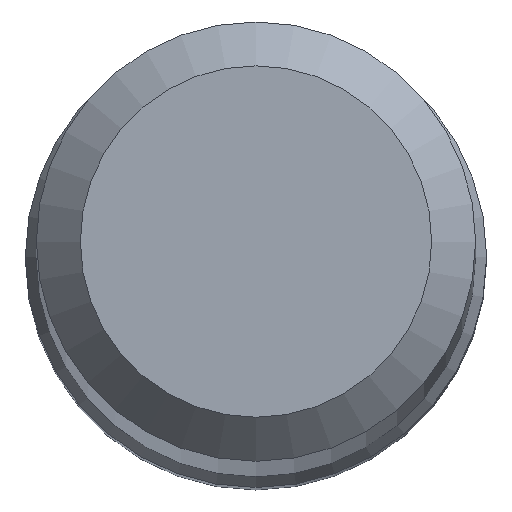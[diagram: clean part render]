
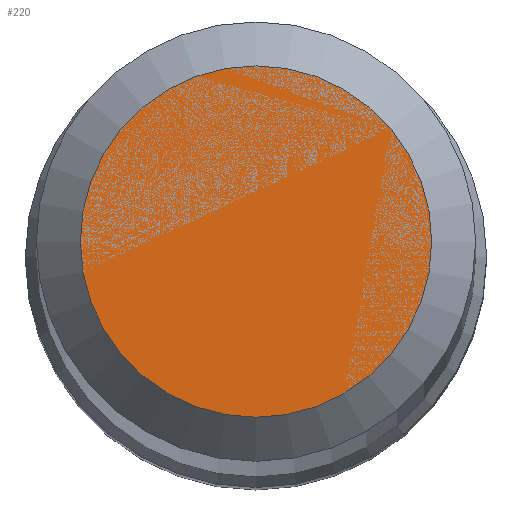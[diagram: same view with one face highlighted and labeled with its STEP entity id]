
A CAD part, top view. The second image highlights one B-rep face of the part: STEP entity #220.
In plain terms, the highlighted planar face has unit normal (0, 0, 1).
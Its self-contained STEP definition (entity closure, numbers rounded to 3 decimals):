
#28 = DIRECTION ( 'NONE',  ( 0., 0., -1. ) ) ;
#50 = CARTESIAN_POINT ( 'NONE',  ( 0., 1.2, 70. ) ) ;
#55 = FACE_OUTER_BOUND ( 'NONE', #106, .T. ) ;
#57 = ORIENTED_EDGE ( 'NONE', *, *, #75, .F. ) ;
#75 = EDGE_CURVE ( 'NONE', #241, #241, #194, .T. ) ;
#76 = PLANE ( 'NONE',  #93 ) ;
#93 = AXIS2_PLACEMENT_3D ( 'NONE', #259, #156, #210 ) ;
#106 = EDGE_LOOP ( 'NONE', ( #57 ) ) ;
#122 = DIRECTION ( 'NONE',  ( 0., 1., 0. ) ) ;
#156 = DIRECTION ( 'NONE',  ( 0., 0., -1. ) ) ;
#194 = CIRCLE ( 'NONE', #247, 1.2 ) ;
#210 = DIRECTION ( 'NONE',  ( 0., 1., 0. ) ) ;
#220 = ADVANCED_FACE ( 'NONE', ( #55 ), #76, .F. ) ;
#241 = VERTEX_POINT ( 'NONE', #50 ) ;
#247 = AXIS2_PLACEMENT_3D ( 'NONE', #303, #28, #122 ) ;
#259 = CARTESIAN_POINT ( 'NONE',  ( 0., 0., 70. ) ) ;
#303 = CARTESIAN_POINT ( 'NONE',  ( 0., 0., 70. ) ) ;
